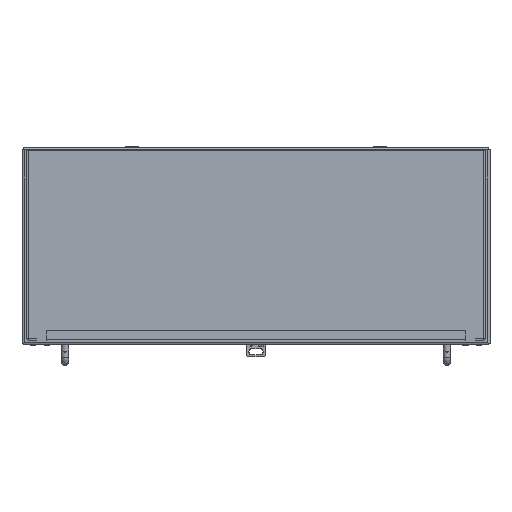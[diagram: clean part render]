
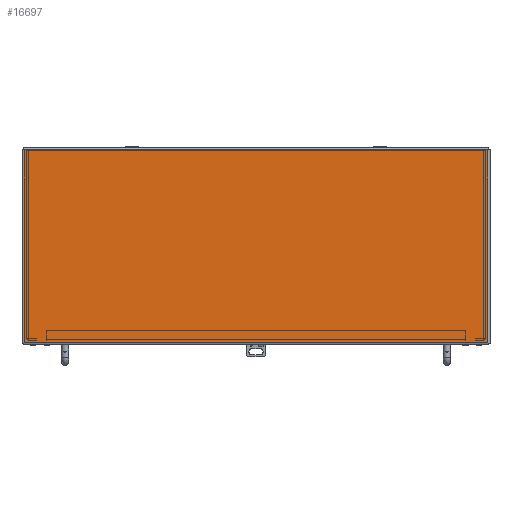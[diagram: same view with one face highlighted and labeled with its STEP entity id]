
A CAD part, top view. The second image highlights one B-rep face of the part: STEP entity #16697.
In plain terms, the highlighted planar face has unit normal (0, 0, 1).
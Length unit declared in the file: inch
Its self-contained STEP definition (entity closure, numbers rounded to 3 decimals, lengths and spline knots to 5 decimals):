
#400 = VECTOR ( 'NONE', #13766, 39.37008 ) ;
#764 = CARTESIAN_POINT ( 'NONE',  ( 12.1515, -0.036, 12.036 ) ) ;
#1095 = CARTESIAN_POINT ( 'NONE',  ( 12.1515, -10.142, 12.036 ) ) ;
#2679 = VECTOR ( 'NONE', #6495, 39.37008 ) ;
#3157 = EDGE_CURVE ( 'NONE', #15054, #10152, #11057, .T. ) ;
#3846 = CARTESIAN_POINT ( 'NONE',  ( 12.1515, -10.142, 12.036 ) ) ;
#5645 = AXIS2_PLACEMENT_3D ( 'NONE', #764, #6449, #8498 ) ;
#5760 = DIRECTION ( 'NONE',  ( 0., 1., 0. ) ) ;
#6307 = CARTESIAN_POINT ( 'NONE',  ( -12.1515, -0.036, 12.036 ) ) ;
#6449 = DIRECTION ( 'NONE',  ( 0., 0., 1. ) ) ;
#6495 = DIRECTION ( 'NONE',  ( 1., 0., 0. ) ) ;
#6844 = VECTOR ( 'NONE', #5760, 39.37008 ) ;
#7838 = FACE_OUTER_BOUND ( 'NONE', #17540, .T. ) ;
#8213 = EDGE_CURVE ( 'NONE', #10152, #17289, #13874, .T. ) ;
#8378 = CARTESIAN_POINT ( 'NONE',  ( -12.1515, -10.142, 12.036 ) ) ;
#8400 = ORIENTED_EDGE ( 'NONE', *, *, #17457, .F. ) ;
#8498 = DIRECTION ( 'NONE',  ( -1., 0., 0. ) ) ;
#10152 = VERTEX_POINT ( 'NONE', #3846 ) ;
#10205 = ORIENTED_EDGE ( 'NONE', *, *, #11204, .F. ) ;
#11057 = LINE ( 'NONE', #16485, #400 ) ;
#11204 = EDGE_CURVE ( 'NONE', #17289, #17450, #18293, .T. ) ;
#13398 = CARTESIAN_POINT ( 'NONE',  ( -12.1515, -0.036, 12.036 ) ) ;
#13538 = PLANE ( 'NONE',  #5645 ) ;
#13766 = DIRECTION ( 'NONE',  ( 0., -1., 0. ) ) ;
#13874 = LINE ( 'NONE', #1095, #17143 ) ;
#14297 = CARTESIAN_POINT ( 'NONE',  ( 12.1515, -0.036, 12.036 ) ) ;
#15054 = VERTEX_POINT ( 'NONE', #14297 ) ;
#15309 = ORIENTED_EDGE ( 'NONE', *, *, #3157, .F. ) ;
#15559 = ORIENTED_EDGE ( 'NONE', *, *, #8213, .F. ) ;
#15755 = CARTESIAN_POINT ( 'NONE',  ( -12.1515, -10.142, 12.036 ) ) ;
#16394 = LINE ( 'NONE', #6307, #2679 ) ;
#16485 = CARTESIAN_POINT ( 'NONE',  ( 12.1515, -0.036, 12.036 ) ) ;
#16697 = ADVANCED_FACE ( 'NONE', ( #7838 ), #13538, .T. ) ;
#17143 = VECTOR ( 'NONE', #18403, 39.37008 ) ;
#17289 = VERTEX_POINT ( 'NONE', #15755 ) ;
#17450 = VERTEX_POINT ( 'NONE', #13398 ) ;
#17457 = EDGE_CURVE ( 'NONE', #17450, #15054, #16394, .T. ) ;
#17540 = EDGE_LOOP ( 'NONE', ( #10205, #15559, #15309, #8400 ) ) ;
#18293 = LINE ( 'NONE', #8378, #6844 ) ;
#18403 = DIRECTION ( 'NONE',  ( -1., 0., 0. ) ) ;
